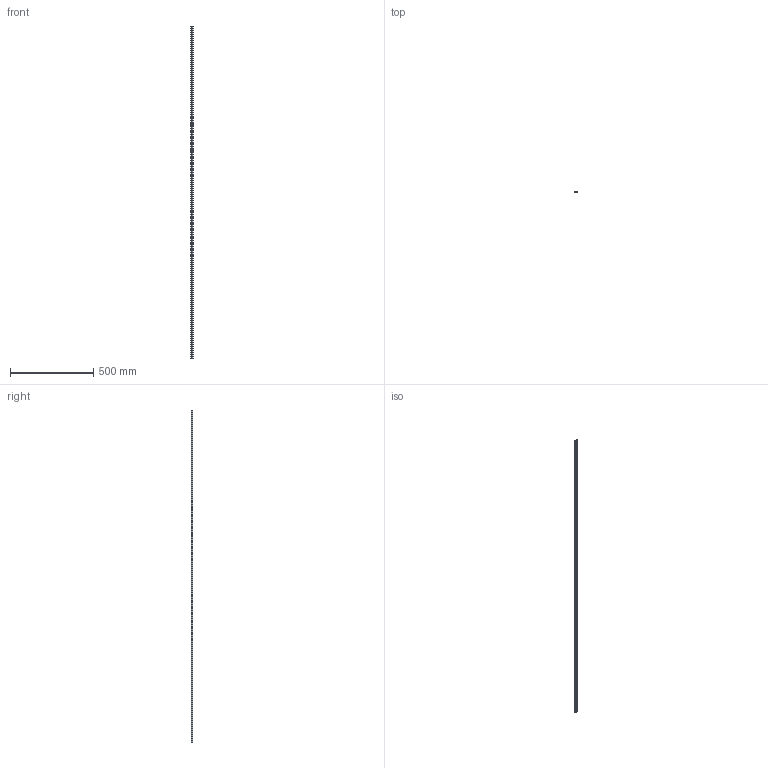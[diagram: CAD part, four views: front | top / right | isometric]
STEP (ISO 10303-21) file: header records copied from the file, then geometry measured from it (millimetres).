
FILE_DESCRIPTION(('no description'),'unknown implementation level');
FILE_NAME('item_0043727_Gleitleiste_5_antistatisch_schwarz_L2000_1.stp',' ',('item Industrietechnik GmbH'),('CADClick - KiM GmbH - www.kimweb.de'),'unknown preprocess','ACIS','unknown authorization');
FILE_SCHEMA(('automotive_design'));
Length unit declared in the file: millimetre
Products named in the file (1): 1
Bounding box: 16 x 8.49 x 2000 mm (x, y, z)
Volume: 132468.8 mm3; surface area: 114837.9 mm2
Topology: 1 solids, 1 shells, 27 faces, 75 edges, 50 vertices
Faces by surface type: plane 19, cylinder 8
Entity records: 1730 total; most frequent: STYLED_ITEM 153, PRESENTATION_STYLE_ASSIGNMENT 153, CARTESIAN_POINT 153, COLOUR_RGB 153, ORIENTED_EDGE 150, DIRECTION 147, EDGE_CURVE 75, CURVE_STYLE 75
